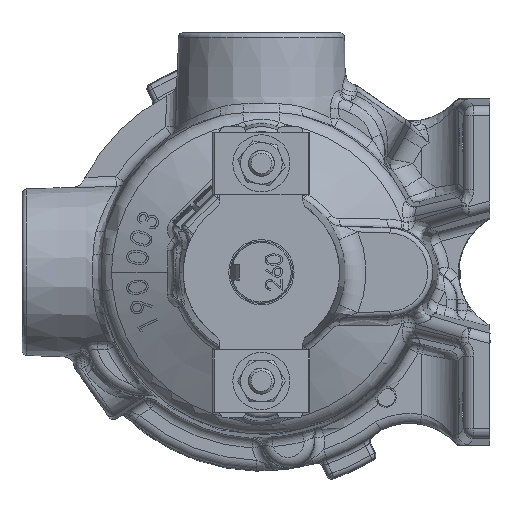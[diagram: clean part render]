
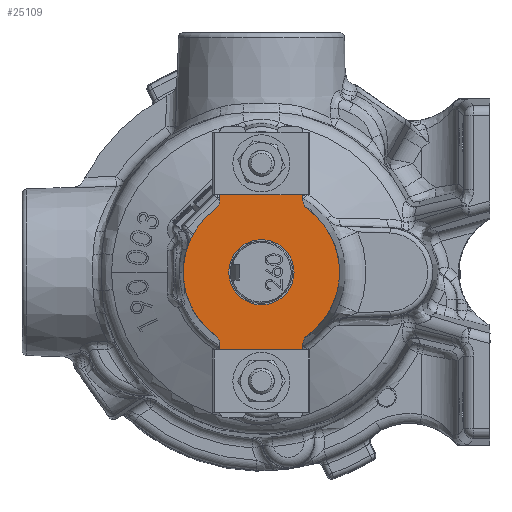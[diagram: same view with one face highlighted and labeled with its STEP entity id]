
A CAD part, left-side view. The second image highlights one B-rep face of the part: STEP entity #25109.
In plain terms, the highlighted planar face has unit normal (-1, 0, 0).
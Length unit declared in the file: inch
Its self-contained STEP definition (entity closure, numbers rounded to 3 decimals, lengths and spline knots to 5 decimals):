
#535 = AXIS2_PLACEMENT_3D ( 'NONE', #33697, #73309, #39389 ) ;
#801 = EDGE_LOOP ( 'NONE', ( #45112, #30165 ) ) ;
#852 = AXIS2_PLACEMENT_3D ( 'NONE', #47849, #13906, #53527 ) ;
#1722 = DIRECTION ( 'NONE',  ( 1., 0., 0. ) ) ;
#3748 = EDGE_CURVE ( 'NONE', #30774, #5425, #14077, .T. ) ;
#4009 = EDGE_CURVE ( 'NONE', #26591, #44695, #54787, .T. ) ;
#4234 = DIRECTION ( 'NONE',  ( 0., 0., -1. ) ) ;
#5425 = VERTEX_POINT ( 'NONE', #71033 ) ;
#5629 = AXIS2_PLACEMENT_3D ( 'NONE', #58119, #24185, #63804 ) ;
#5771 = ORIENTED_EDGE ( 'NONE', *, *, #37234, .T. ) ;
#6046 = CARTESIAN_POINT ( 'NONE',  ( -5.6297, -0.5, 0.85977 ) ) ;
#8655 = CARTESIAN_POINT ( 'NONE',  ( -5.6297, 0.5, -0.935 ) ) ;
#10095 = CARTESIAN_POINT ( 'NONE',  ( -5.6297, 0.5, 0.85977 ) ) ;
#11130 = CIRCLE ( 'NONE', #72108, 0.94 ) ;
#11138 = CIRCLE ( 'NONE', #57743, 0.12 ) ;
#11362 = VECTOR ( 'NONE', #29415, 39.37008 ) ;
#11401 = CARTESIAN_POINT ( 'NONE',  ( -5.6297, 0.5623, 0.935 ) ) ;
#12056 = CARTESIAN_POINT ( 'NONE',  ( -5.6297, 0.54981, -0.76244 ) ) ;
#12934 = DIRECTION ( 'NONE',  ( 0., 0., 1. ) ) ;
#12980 = VERTEX_POINT ( 'NONE', #34312 ) ;
#13023 = CARTESIAN_POINT ( 'NONE',  ( -5.6297, 0., -0.3925 ) ) ;
#13906 = DIRECTION ( 'NONE',  ( 1., 0., 0. ) ) ;
#14077 = CIRCLE ( 'NONE', #59161, 0.12 ) ;
#14276 = ORIENTED_EDGE ( 'NONE', *, *, #55522, .T. ) ;
#14488 = ORIENTED_EDGE ( 'NONE', *, *, #57534, .T. ) ;
#16022 = CARTESIAN_POINT ( 'NONE',  ( -5.6297, 0.5, -1.75 ) ) ;
#16025 = ORIENTED_EDGE ( 'NONE', *, *, #4009, .T. ) ;
#16512 = CARTESIAN_POINT ( 'NONE',  ( -5.6297, 0.54981, 0.76244 ) ) ;
#16791 = EDGE_LOOP ( 'NONE', ( #23169, #38604, #62951, #14488, #58109, #16025, #64240, #14276, #56377, #5771, #61189, #66512 ) ) ;
#18359 = CARTESIAN_POINT ( 'NONE',  ( -5.6297, 0., 0. ) ) ;
#18557 = VERTEX_POINT ( 'NONE', #12056 ) ;
#19271 = AXIS2_PLACEMENT_3D ( 'NONE', #67468, #33562, #73189 ) ;
#20783 = VERTEX_POINT ( 'NONE', #33312 ) ;
#21409 = VERTEX_POINT ( 'NONE', #13023 ) ;
#21817 = CIRCLE ( 'NONE', #42400, 0.12 ) ;
#22847 = CIRCLE ( 'NONE', #36195, 0.3925 ) ;
#23169 = ORIENTED_EDGE ( 'NONE', *, *, #42765, .F. ) ;
#23224 = CARTESIAN_POINT ( 'NONE',  ( -5.6297, -0.5, -0.79599 ) ) ;
#23835 = VECTOR ( 'NONE', #32176, 39.37008 ) ;
#23930 = PLANE ( 'NONE',  #5629 ) ;
#23992 = DIRECTION ( 'NONE',  ( 0., 0., -1. ) ) ;
#24185 = DIRECTION ( 'NONE',  ( -1., 0., 0. ) ) ;
#24487 = CIRCLE ( 'NONE', #19271, 0.94 ) ;
#25109 = ADVANCED_FACE ( 'NONE', ( #41682, #71796 ), #23930, .T. ) ;
#26387 = DIRECTION ( 'NONE',  ( 1., 0., 0. ) ) ;
#26591 = VERTEX_POINT ( 'NONE', #63239 ) ;
#27172 = CARTESIAN_POINT ( 'NONE',  ( -5.6297, -0.5, -0.85977 ) ) ;
#27702 = VERTEX_POINT ( 'NONE', #62581 ) ;
#27839 = EDGE_CURVE ( 'NONE', #12980, #48194, #11138, .T. ) ;
#28423 = DIRECTION ( 'NONE',  ( 0., -1., 0. ) ) ;
#28921 = EDGE_CURVE ( 'NONE', #48194, #42755, #57855, .T. ) ;
#29415 = DIRECTION ( 'NONE',  ( 0., 0., -1. ) ) ;
#30165 = ORIENTED_EDGE ( 'NONE', *, *, #38374, .T. ) ;
#30491 = DIRECTION ( 'NONE',  ( 1., 0., 0. ) ) ;
#30774 = VERTEX_POINT ( 'NONE', #27172 ) ;
#31676 = LINE ( 'NONE', #55611, #61719 ) ;
#32088 = CARTESIAN_POINT ( 'NONE',  ( -5.6297, 0.62, 0.85977 ) ) ;
#32176 = DIRECTION ( 'NONE',  ( 0., 0., -1. ) ) ;
#33312 = CARTESIAN_POINT ( 'NONE',  ( -5.6297, 0., 0.3925 ) ) ;
#33562 = DIRECTION ( 'NONE',  ( -1., 0., 0. ) ) ;
#33614 = EDGE_CURVE ( 'NONE', #42555, #48828, #54039, .T. ) ;
#33697 = CARTESIAN_POINT ( 'NONE',  ( -5.6297, 0., 0. ) ) ;
#34312 = CARTESIAN_POINT ( 'NONE',  ( -5.6297, -0.54981, 0.76244 ) ) ;
#35622 = CARTESIAN_POINT ( 'NONE',  ( -5.6297, -0.62, 0.85977 ) ) ;
#36195 = AXIS2_PLACEMENT_3D ( 'NONE', #60355, #26387, #66032 ) ;
#37234 = EDGE_CURVE ( 'NONE', #5425, #12980, #11130, .T. ) ;
#37779 = DIRECTION ( 'NONE',  ( 0., 0., 1. ) ) ;
#37904 = LINE ( 'NONE', #23224, #67974 ) ;
#38374 = EDGE_CURVE ( 'NONE', #21409, #20783, #45547, .T. ) ;
#38604 = ORIENTED_EDGE ( 'NONE', *, *, #33614, .T. ) ;
#39389 = DIRECTION ( 'NONE',  ( 0., 0., 1. ) ) ;
#41321 = DIRECTION ( 'NONE',  ( 0., 0., -1. ) ) ;
#41682 = FACE_BOUND ( 'NONE', #801, .T. ) ;
#42400 = AXIS2_PLACEMENT_3D ( 'NONE', #32088, #71679, #37779 ) ;
#42555 = VERTEX_POINT ( 'NONE', #65649 ) ;
#42755 = VERTEX_POINT ( 'NONE', #67818 ) ;
#42765 = EDGE_CURVE ( 'NONE', #42555, #42755, #60229, .T. ) ;
#42866 = VECTOR ( 'NONE', #12934, 39.37008 ) ;
#44695 = VERTEX_POINT ( 'NONE', #8655 ) ;
#45112 = ORIENTED_EDGE ( 'NONE', *, *, #62565, .T. ) ;
#45547 = CIRCLE ( 'NONE', #535, 0.3925 ) ;
#46847 = CARTESIAN_POINT ( 'NONE',  ( -5.6297, -0.5, 1.75 ) ) ;
#47849 = CARTESIAN_POINT ( 'NONE',  ( -5.6297, 0.62, -0.85977 ) ) ;
#47873 = EDGE_CURVE ( 'NONE', #48828, #56203, #21817, .T. ) ;
#48194 = VERTEX_POINT ( 'NONE', #6046 ) ;
#48828 = VERTEX_POINT ( 'NONE', #10095 ) ;
#53527 = DIRECTION ( 'NONE',  ( 0., 0., 1. ) ) ;
#54039 = LINE ( 'NONE', #66048, #23835 ) ;
#54787 = LINE ( 'NONE', #16022, #11362 ) ;
#55522 = EDGE_CURVE ( 'NONE', #27702, #30774, #37904, .T. ) ;
#55611 = CARTESIAN_POINT ( 'NONE',  ( -5.6297, 0.5623, -0.935 ) ) ;
#56037 = EDGE_CURVE ( 'NONE', #44695, #27702, #31676, .T. ) ;
#56203 = VERTEX_POINT ( 'NONE', #16512 ) ;
#56377 = ORIENTED_EDGE ( 'NONE', *, *, #3748, .T. ) ;
#57534 = EDGE_CURVE ( 'NONE', #56203, #18557, #24487, .T. ) ;
#57743 = AXIS2_PLACEMENT_3D ( 'NONE', #35622, #1722, #41321 ) ;
#57855 = LINE ( 'NONE', #46847, #42866 ) ;
#57928 = DIRECTION ( 'NONE',  ( -1., 0., 0. ) ) ;
#58109 = ORIENTED_EDGE ( 'NONE', *, *, #58242, .T. ) ;
#58119 = CARTESIAN_POINT ( 'NONE',  ( -5.6297, 0., 0. ) ) ;
#58242 = EDGE_CURVE ( 'NONE', #18557, #26591, #69558, .T. ) ;
#58407 = CARTESIAN_POINT ( 'NONE',  ( -5.6297, -0.62, -0.85977 ) ) ;
#59161 = AXIS2_PLACEMENT_3D ( 'NONE', #58407, #30491, #4234 ) ;
#60229 = LINE ( 'NONE', #11401, #61967 ) ;
#60355 = CARTESIAN_POINT ( 'NONE',  ( -5.6297, 0., 0. ) ) ;
#61189 = ORIENTED_EDGE ( 'NONE', *, *, #27839, .T. ) ;
#61303 = DIRECTION ( 'NONE',  ( 0., -1., 0. ) ) ;
#61719 = VECTOR ( 'NONE', #61303, 39.37008 ) ;
#61967 = VECTOR ( 'NONE', #28423, 39.37008 ) ;
#62565 = EDGE_CURVE ( 'NONE', #20783, #21409, #22847, .T. ) ;
#62581 = CARTESIAN_POINT ( 'NONE',  ( -5.6297, -0.5, -0.935 ) ) ;
#62838 = DIRECTION ( 'NONE',  ( 0., 0., 1. ) ) ;
#62951 = ORIENTED_EDGE ( 'NONE', *, *, #47873, .T. ) ;
#63239 = CARTESIAN_POINT ( 'NONE',  ( -5.6297, 0.5, -0.85977 ) ) ;
#63804 = DIRECTION ( 'NONE',  ( 0., 0., 1. ) ) ;
#64240 = ORIENTED_EDGE ( 'NONE', *, *, #56037, .T. ) ;
#65649 = CARTESIAN_POINT ( 'NONE',  ( -5.6297, 0.5, 0.935 ) ) ;
#66032 = DIRECTION ( 'NONE',  ( 0., 0., 1. ) ) ;
#66048 = CARTESIAN_POINT ( 'NONE',  ( -5.6297, 0.5, 0.79599 ) ) ;
#66512 = ORIENTED_EDGE ( 'NONE', *, *, #28921, .T. ) ;
#67468 = CARTESIAN_POINT ( 'NONE',  ( -5.6297, 0., 0. ) ) ;
#67818 = CARTESIAN_POINT ( 'NONE',  ( -5.6297, -0.5, 0.935 ) ) ;
#67974 = VECTOR ( 'NONE', #62838, 39.37008 ) ;
#69558 = CIRCLE ( 'NONE', #852, 0.12 ) ;
#71033 = CARTESIAN_POINT ( 'NONE',  ( -5.6297, -0.54981, -0.76244 ) ) ;
#71679 = DIRECTION ( 'NONE',  ( 1., 0., 0. ) ) ;
#71796 = FACE_OUTER_BOUND ( 'NONE', #16791, .T. ) ;
#72108 = AXIS2_PLACEMENT_3D ( 'NONE', #18359, #57928, #23992 ) ;
#73189 = DIRECTION ( 'NONE',  ( 0., 0., 1. ) ) ;
#73309 = DIRECTION ( 'NONE',  ( 1., 0., 0. ) ) ;
